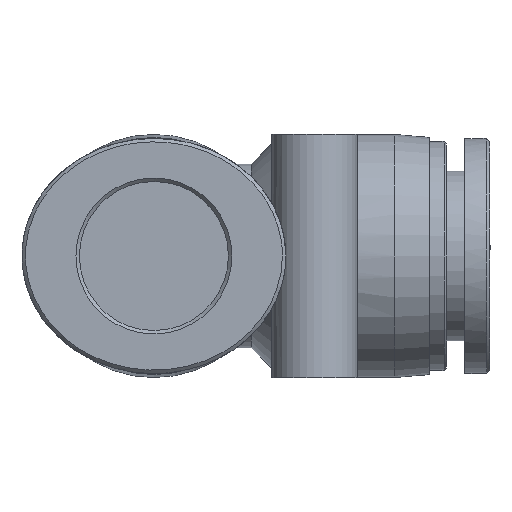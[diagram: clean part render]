
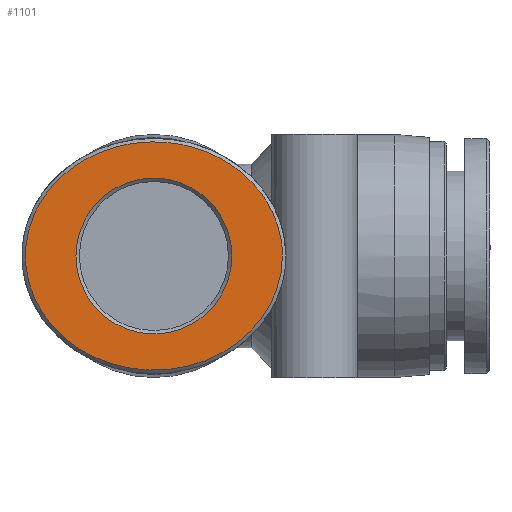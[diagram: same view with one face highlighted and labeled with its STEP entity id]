
A CAD part, left-side view. The second image highlights one B-rep face of the part: STEP entity #1101.
In plain terms, the highlighted face is planar.
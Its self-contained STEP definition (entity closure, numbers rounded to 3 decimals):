
#1028=CARTESIAN_POINT('',(11.2,5.3,0.));
#1029=VERTEX_POINT('',#1028);
#1059=CARTESIAN_POINT('',(11.2,5.3,0.));
#1060=CARTESIAN_POINT('',(11.2,5.3,1.483));
#1061=CARTESIAN_POINT('',(10.442,5.3,4.449));
#1062=CARTESIAN_POINT('',(7.238,5.3,8.035));
#1063=CARTESIAN_POINT('',(2.587,5.3,10.032));
#1064=CARTESIAN_POINT('',(-2.588,5.3,10.032));
#1065=CARTESIAN_POINT('',(-7.235,5.3,8.034));
#1066=CARTESIAN_POINT('',(-10.806,5.3,4.05));
#1067=CARTESIAN_POINT('',(-11.576,5.3,-0.541));
#1068=CARTESIAN_POINT('',(-9.921,5.3,-5.33));
#1069=CARTESIAN_POINT('',(-6.758,5.3,-8.373));
#1070=CARTESIAN_POINT('',(-2.008,5.3,-10.03));
#1071=CARTESIAN_POINT('',(2.584,5.3,-10.034));
#1072=CARTESIAN_POINT('',(7.239,5.3,-8.033));
#1073=CARTESIAN_POINT('',(10.442,5.3,-4.449));
#1074=CARTESIAN_POINT('',(11.2,5.3,-1.483));
#1075=CARTESIAN_POINT('',(11.2,5.3,0.));
#1076=B_SPLINE_CURVE_WITH_KNOTS('',3,(#1059,#1060,#1061,#1062,#1063,#1064,#1065,#1066,#1067,#1068,#1069,#1070,#1071,#1072,#1073,#1074,#1075),.UNSPECIFIED.,.T.,.U.,(4,1,1,1,1,1,1,1,1,1,1,1,1,1,4),(-3.142,-2.693,-2.244,-1.795,-1.346,-0.898,-0.449,0.15,0.449,1.047,1.346,1.795,2.244,2.693,3.142),.UNSPECIFIED.);
#1077=EDGE_CURVE('',#1029,#1029,#1076,.T.);
#1082=CARTESIAN_POINT('',(0.,5.3,0.));
#1083=DIRECTION('',(0.0,-1.0,0.0));
#1084=DIRECTION('',(0.0,0.0,-1.0));
#1085=AXIS2_PLACEMENT_3D('',#1082,#1083,#1084);
#1086=PLANE('',#1085);
#1087=ORIENTED_EDGE('',*,*,#1077,.F.);
#1088=EDGE_LOOP('',(#1087));
#1089=FACE_OUTER_BOUND('',#1088,.T.);
#1090=CARTESIAN_POINT('',(6.8,5.3,0.));
#1091=VERTEX_POINT('',#1090);
#1092=CARTESIAN_POINT('',(0.,5.3,0.0));
#1093=DIRECTION('',(0.0,1.0,0.0));
#1094=DIRECTION('',(-1.0,0.0,0.0));
#1095=AXIS2_PLACEMENT_3D('',#1092,#1093,#1094);
#1096=CIRCLE('',#1095,6.8);
#1097=EDGE_CURVE('',#1091,#1091,#1096,.T.);
#1098=ORIENTED_EDGE('',*,*,#1097,.F.);
#1099=EDGE_LOOP('',(#1098));
#1100=FACE_BOUND('',#1099,.T.);
#1101=ADVANCED_FACE('',(#1089,#1100),#1086,.F.);
